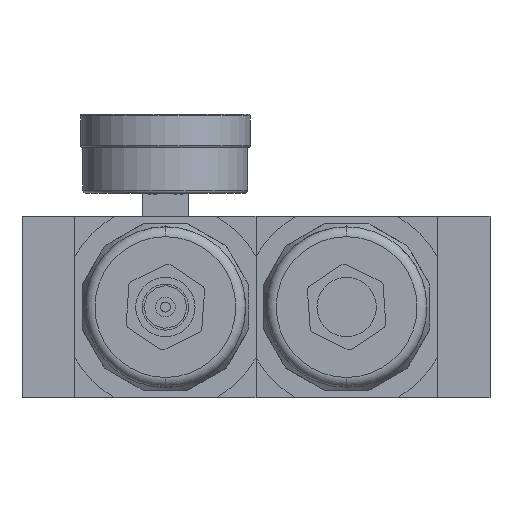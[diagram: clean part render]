
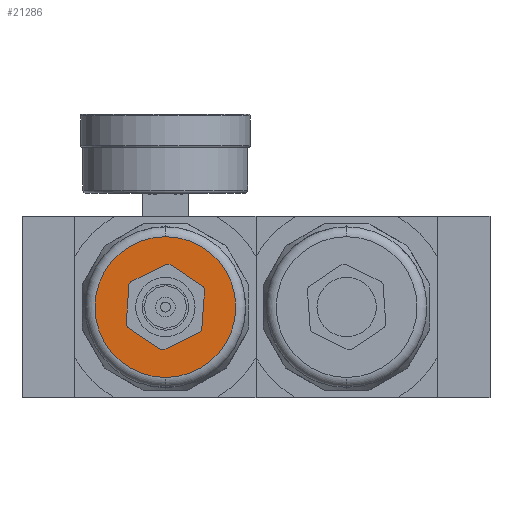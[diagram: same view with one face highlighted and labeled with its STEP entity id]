
A CAD part, front view. The second image highlights one B-rep face of the part: STEP entity #21286.
In plain terms, the highlighted planar face has unit normal (0, -1, 0).
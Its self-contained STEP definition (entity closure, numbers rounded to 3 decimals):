
#311 = VERTEX_POINT ( 'NONE', #10703 ) ;
#436 = DIRECTION ( 'NONE',  ( -0.899, 0., -0.437 ) ) ;
#642 = DIRECTION ( 'NONE',  ( 0., 1., 0. ) ) ;
#696 = DIRECTION ( 'NONE',  ( -0.828, 0., 0.56 ) ) ;
#707 = CARTESIAN_POINT ( 'NONE',  ( -27.076, -148.5, 12.993 ) ) ;
#822 = CARTESIAN_POINT ( 'NONE',  ( -26.557, -148.5, 13.246 ) ) ;
#892 = VERTEX_POINT ( 'NONE', #3638 ) ;
#974 = CARTESIAN_POINT ( 'NONE',  ( -27.5, -148.5, 0. ) ) ;
#1304 = EDGE_CURVE ( 'NONE', #12127, #2902, #29668, .T. ) ;
#1618 = CARTESIAN_POINT ( 'NONE',  ( -27.5, -148.5, 0. ) ) ;
#1808 = DIRECTION ( 'NONE',  ( 0., 0., 1. ) ) ;
#1877 = DIRECTION ( 'NONE',  ( 0., -1., 0. ) ) ;
#2145 = ORIENTED_EDGE ( 'NONE', *, *, #19894, .T. ) ;
#2338 = AXIS2_PLACEMENT_3D ( 'NONE', #1618, #4239, #17550 ) ;
#2383 = CARTESIAN_POINT ( 'NONE',  ( -27.5, -148.5, 24.35 ) ) ;
#2563 = VECTOR ( 'NONE', #696, 1000. ) ;
#2565 = DIRECTION ( 'NONE',  ( 0., 0., 1. ) ) ;
#2619 = EDGE_CURVE ( 'NONE', #5785, #892, #20464, .T. ) ;
#2626 = AXIS2_PLACEMENT_3D ( 'NONE', #25975, #23350, #13067 ) ;
#2902 = VERTEX_POINT ( 'NONE', #8571 ) ;
#3638 = CARTESIAN_POINT ( 'NONE',  ( -16.459, -148.5, -6.863 ) ) ;
#3973 = ORIENTED_EDGE ( 'NONE', *, *, #12152, .T. ) ;
#4239 = DIRECTION ( 'NONE',  ( 0., -1., 0. ) ) ;
#4876 = CIRCLE ( 'NONE', #16041, 13. ) ;
#5230 = LINE ( 'NONE', #5750, #7901 ) ;
#5510 = EDGE_LOOP ( 'NONE', ( #28996, #24844 ) ) ;
#5657 = CIRCLE ( 'NONE', #7337, 13. ) ;
#5750 = CARTESIAN_POINT ( 'NONE',  ( -15.558, -148.5, 5.806 ) ) ;
#5785 = VERTEX_POINT ( 'NONE', #16795 ) ;
#5964 = DIRECTION ( 'NONE',  ( 0., 1., 0. ) ) ;
#6270 = AXIS2_PLACEMENT_3D ( 'NONE', #974, #642, #13932 ) ;
#6281 = DIRECTION ( 'NONE',  ( 0.071, 0., 0.997 ) ) ;
#6300 = VERTEX_POINT ( 'NONE', #28273 ) ;
#6422 = EDGE_CURVE ( 'NONE', #6300, #17526, #32226, .T. ) ;
#6611 = CARTESIAN_POINT ( 'NONE',  ( -38.5, -148.5, 7.439 ) ) ;
#6749 = AXIS2_PLACEMENT_3D ( 'NONE', #33650, #9489, #1808 ) ;
#7337 = AXIS2_PLACEMENT_3D ( 'NONE', #25607, #12356, #28417 ) ;
#7356 = CIRCLE ( 'NONE', #2338, 21.35 ) ;
#7465 = PLANE ( 'NONE',  #27323 ) ;
#7810 = CARTESIAN_POINT ( 'NONE',  ( -27.5, -148.5, 0. ) ) ;
#7901 = VECTOR ( 'NONE', #8029, 1000. ) ;
#8029 = DIRECTION ( 'NONE',  ( 0.828, 0., -0.56 ) ) ;
#8135 = EDGE_CURVE ( 'NONE', #12264, #25979, #18872, .T. ) ;
#8445 = EDGE_LOOP ( 'NONE', ( #22980, #15082, #12038, #30489, #15792, #3973, #29772, #33751, #2145, #29701, #24088, #9512 ) ) ;
#8571 = CARTESIAN_POINT ( 'NONE',  ( -27.924, -148.5, -12.993 ) ) ;
#9489 = DIRECTION ( 'NONE',  ( 0., 1., 0. ) ) ;
#9512 = ORIENTED_EDGE ( 'NONE', *, *, #15978, .T. ) ;
#9531 = EDGE_CURVE ( 'NONE', #892, #12127, #4876, .T. ) ;
#10447 = DIRECTION ( 'NONE',  ( 0., 1., 0. ) ) ;
#10703 = CARTESIAN_POINT ( 'NONE',  ( -16.036, -148.5, 6.13 ) ) ;
#10725 = CIRCLE ( 'NONE', #15175, 13. ) ;
#11158 = DIRECTION ( 'NONE',  ( 0.899, 0., 0.437 ) ) ;
#11466 = VERTEX_POINT ( 'NONE', #33773 ) ;
#11542 = EDGE_CURVE ( 'NONE', #33258, #311, #5230, .T. ) ;
#11732 = EDGE_CURVE ( 'NONE', #19122, #31773, #16963, .T. ) ;
#12035 = VECTOR ( 'NONE', #436, 1000. ) ;
#12038 = ORIENTED_EDGE ( 'NONE', *, *, #1304, .T. ) ;
#12127 = VERTEX_POINT ( 'NONE', #17381 ) ;
#12152 = EDGE_CURVE ( 'NONE', #25979, #19122, #25155, .T. ) ;
#12264 = VERTEX_POINT ( 'NONE', #26597 ) ;
#12356 = DIRECTION ( 'NONE',  ( 0., 1., 0. ) ) ;
#12629 = CARTESIAN_POINT ( 'NONE',  ( -16.5, -148.5, -7.439 ) ) ;
#12960 = EDGE_CURVE ( 'NONE', #29616, #33258, #26783, .T. ) ;
#13067 = DIRECTION ( 'NONE',  ( 0., 0., -1. ) ) ;
#13251 = VECTOR ( 'NONE', #28343, 1000. ) ;
#13744 = CARTESIAN_POINT ( 'NONE',  ( -28.443, -148.5, -13.246 ) ) ;
#13932 = DIRECTION ( 'NONE',  ( 0., 0., 1. ) ) ;
#14172 = CARTESIAN_POINT ( 'NONE',  ( -39.442, -148.5, -5.806 ) ) ;
#14990 = DIRECTION ( 'NONE',  ( 0., 0., -1. ) ) ;
#15082 = ORIENTED_EDGE ( 'NONE', *, *, #9531, .T. ) ;
#15175 = AXIS2_PLACEMENT_3D ( 'NONE', #31761, #34588, #25996 ) ;
#15792 = ORIENTED_EDGE ( 'NONE', *, *, #8135, .T. ) ;
#15978 = EDGE_CURVE ( 'NONE', #311, #5785, #10725, .T. ) ;
#16041 = AXIS2_PLACEMENT_3D ( 'NONE', #16123, #5964, #16646 ) ;
#16123 = CARTESIAN_POINT ( 'NONE',  ( -27.5, -148.5, 0. ) ) ;
#16138 = EDGE_CURVE ( 'NONE', #2902, #12264, #16323, .T. ) ;
#16323 = CIRCLE ( 'NONE', #6270, 13. ) ;
#16646 = DIRECTION ( 'NONE',  ( 0., 0., 1. ) ) ;
#16795 = CARTESIAN_POINT ( 'NONE',  ( -15.599, -148.5, 5.23 ) ) ;
#16885 = VECTOR ( 'NONE', #6281, 1000. ) ;
#16963 = LINE ( 'NONE', #6611, #16885 ) ;
#17381 = CARTESIAN_POINT ( 'NONE',  ( -17.02, -148.5, -7.692 ) ) ;
#17526 = VERTEX_POINT ( 'NONE', #24090 ) ;
#17550 = DIRECTION ( 'NONE',  ( 0., 0., -1. ) ) ;
#17766 = VECTOR ( 'NONE', #11158, 1000. ) ;
#18872 = LINE ( 'NONE', #14172, #2563 ) ;
#19122 = VERTEX_POINT ( 'NONE', #32059 ) ;
#19894 = EDGE_CURVE ( 'NONE', #11466, #29616, #27397, .T. ) ;
#20464 = LINE ( 'NONE', #12629, #13251 ) ;
#21286 = ADVANCED_FACE ( 'NONE', ( #34234, #25985 ), #7465, .T. ) ;
#22858 = EDGE_CURVE ( 'NONE', #31773, #11466, #5657, .T. ) ;
#22980 = ORIENTED_EDGE ( 'NONE', *, *, #2619, .T. ) ;
#23207 = EDGE_CURVE ( 'NONE', #17526, #6300, #7356, .T. ) ;
#23350 = DIRECTION ( 'NONE',  ( 0., -1., 0. ) ) ;
#23414 = AXIS2_PLACEMENT_3D ( 'NONE', #7810, #10447, #2565 ) ;
#24088 = ORIENTED_EDGE ( 'NONE', *, *, #11542, .T. ) ;
#24090 = CARTESIAN_POINT ( 'NONE',  ( -27.5, -148.5, -21.35 ) ) ;
#24844 = ORIENTED_EDGE ( 'NONE', *, *, #6422, .T. ) ;
#25155 = CIRCLE ( 'NONE', #6749, 13. ) ;
#25607 = CARTESIAN_POINT ( 'NONE',  ( -27.5, -148.5, 0. ) ) ;
#25975 = CARTESIAN_POINT ( 'NONE',  ( -27.5, -148.5, 0. ) ) ;
#25979 = VERTEX_POINT ( 'NONE', #26799 ) ;
#25985 = FACE_BOUND ( 'NONE', #8445, .T. ) ;
#25996 = DIRECTION ( 'NONE',  ( 0., 0., 1. ) ) ;
#26597 = CARTESIAN_POINT ( 'NONE',  ( -28.921, -148.5, -12.922 ) ) ;
#26783 = CIRCLE ( 'NONE', #23414, 13. ) ;
#26799 = CARTESIAN_POINT ( 'NONE',  ( -38.964, -148.5, -6.13 ) ) ;
#27323 = AXIS2_PLACEMENT_3D ( 'NONE', #2383, #1877, #14990 ) ;
#27397 = LINE ( 'NONE', #822, #17766 ) ;
#28273 = CARTESIAN_POINT ( 'NONE',  ( -27.5, -148.5, 21.35 ) ) ;
#28343 = DIRECTION ( 'NONE',  ( -0.071, 0., -0.997 ) ) ;
#28417 = DIRECTION ( 'NONE',  ( 0., 0., 1. ) ) ;
#28996 = ORIENTED_EDGE ( 'NONE', *, *, #23207, .T. ) ;
#29616 = VERTEX_POINT ( 'NONE', #707 ) ;
#29668 = LINE ( 'NONE', #13744, #12035 ) ;
#29701 = ORIENTED_EDGE ( 'NONE', *, *, #12960, .T. ) ;
#29772 = ORIENTED_EDGE ( 'NONE', *, *, #11732, .T. ) ;
#30489 = ORIENTED_EDGE ( 'NONE', *, *, #16138, .T. ) ;
#31761 = CARTESIAN_POINT ( 'NONE',  ( -27.5, -148.5, 0. ) ) ;
#31773 = VERTEX_POINT ( 'NONE', #33185 ) ;
#32059 = CARTESIAN_POINT ( 'NONE',  ( -39.401, -148.5, -5.23 ) ) ;
#32226 = CIRCLE ( 'NONE', #2626, 21.35 ) ;
#33185 = CARTESIAN_POINT ( 'NONE',  ( -38.541, -148.5, 6.863 ) ) ;
#33258 = VERTEX_POINT ( 'NONE', #33552 ) ;
#33552 = CARTESIAN_POINT ( 'NONE',  ( -26.079, -148.5, 12.922 ) ) ;
#33650 = CARTESIAN_POINT ( 'NONE',  ( -27.5, -148.5, 0. ) ) ;
#33751 = ORIENTED_EDGE ( 'NONE', *, *, #22858, .T. ) ;
#33773 = CARTESIAN_POINT ( 'NONE',  ( -37.98, -148.5, 7.692 ) ) ;
#34234 = FACE_OUTER_BOUND ( 'NONE', #5510, .T. ) ;
#34588 = DIRECTION ( 'NONE',  ( 0., 1., 0. ) ) ;
